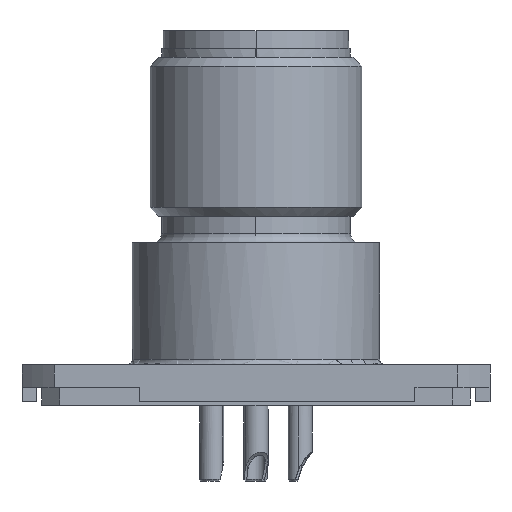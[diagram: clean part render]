
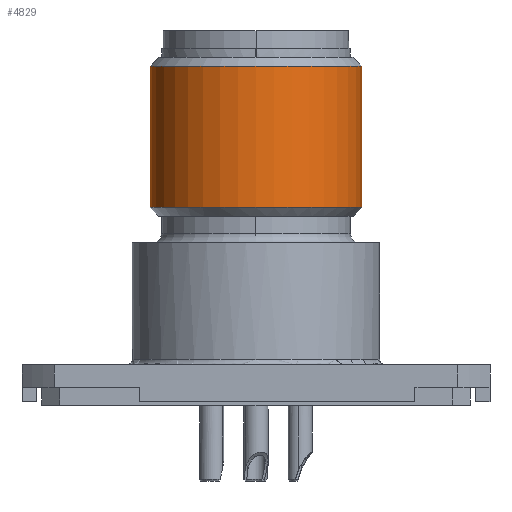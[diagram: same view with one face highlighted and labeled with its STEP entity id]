
A CAD part, front view. The second image highlights one B-rep face of the part: STEP entity #4829.
In plain terms, the highlighted cylindrical face has radius 6 mm (diameter 12 mm), a partial arc.
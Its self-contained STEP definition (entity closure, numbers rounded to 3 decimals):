
#4772=AXIS2_PLACEMENT_3D('Circle Axis2P3D',#4770,#4771,$) ;
#4802=AXIS2_PLACEMENT_3D('Cylinder Axis2P3D',#4799,#4800,#4801) ;
#4820=AXIS2_PLACEMENT_3D('Circle Axis2P3D',#4818,#4819,$) ;
#4760=CARTESIAN_POINT('Vertex',(7.25,13.25,15.5)) ;
#4767=CARTESIAN_POINT('Vertex',(19.25,13.25,15.5)) ;
#4770=CARTESIAN_POINT('Axis2P3D Location',(13.25,13.25,15.5)) ;
#4799=CARTESIAN_POINT('Axis2P3D Location',(13.25,13.25,19.5)) ;
#4804=CARTESIAN_POINT('Line Origine',(7.25,13.25,19.5)) ;
#4808=CARTESIAN_POINT('Vertex',(7.25,13.25,23.5)) ;
#4811=CARTESIAN_POINT('Line Origine',(19.25,13.25,19.5)) ;
#4815=CARTESIAN_POINT('Vertex',(19.25,13.25,23.5)) ;
#4818=CARTESIAN_POINT('Axis2P3D Location',(13.25,13.25,23.5)) ;
#4771=DIRECTION('Axis2P3D Direction',(0.,0.,1.)) ;
#4800=DIRECTION('Axis2P3D Direction',(0.,0.,-1.)) ;
#4801=DIRECTION('Axis2P3D XDirection',(1.,0.,0.)) ;
#4805=DIRECTION('Vector Direction',(0.,0.,-1.)) ;
#4812=DIRECTION('Vector Direction',(0.,0.,-1.)) ;
#4819=DIRECTION('Axis2P3D Direction',(0.,0.,-1.)) ;
#4806=VECTOR('Line Direction',#4805,1.) ;
#4813=VECTOR('Line Direction',#4812,1.) ;
#4824=ORIENTED_EDGE('',*,*,#4810,.T.) ;
#4825=ORIENTED_EDGE('',*,*,#4774,.F.) ;
#4826=ORIENTED_EDGE('',*,*,#4817,.T.) ;
#4827=ORIENTED_EDGE('',*,*,#4822,.F.) ;
#4829=ADVANCED_FACE('Hauptkoerper',(#4828),#4803,.T.) ;
#4773=CIRCLE('generated circle',#4772,6.) ;
#4821=CIRCLE('generated circle',#4820,6.) ;
#4803=CYLINDRICAL_SURFACE('generated cylinder',#4802,6.) ;
#4774=EDGE_CURVE('',#4768,#4761,#4773,.F.) ;
#4810=EDGE_CURVE('',#4809,#4761,#4807,.T.) ;
#4817=EDGE_CURVE('',#4768,#4816,#4814,.F.) ;
#4822=EDGE_CURVE('',#4809,#4816,#4821,.F.) ;
#4823=EDGE_LOOP('',(#4824,#4825,#4826,#4827)) ;
#4828=FACE_OUTER_BOUND('',#4823,.T.) ;
#4807=LINE('Line',#4804,#4806) ;
#4814=LINE('Line',#4811,#4813) ;
#4761=VERTEX_POINT('',#4760) ;
#4768=VERTEX_POINT('',#4767) ;
#4809=VERTEX_POINT('',#4808) ;
#4816=VERTEX_POINT('',#4815) ;
